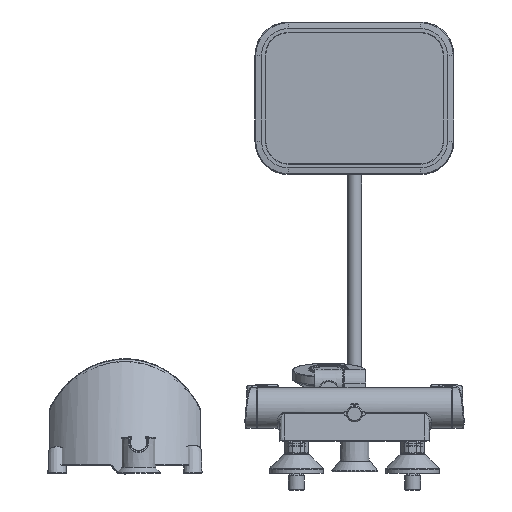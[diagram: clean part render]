
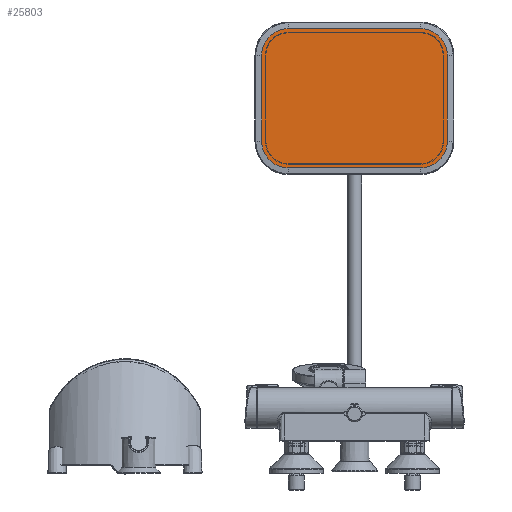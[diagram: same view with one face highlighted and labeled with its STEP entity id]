
A CAD part, front view. The second image highlights one B-rep face of the part: STEP entity #25803.
In plain terms, the highlighted planar face has unit normal (0, -1, 0).
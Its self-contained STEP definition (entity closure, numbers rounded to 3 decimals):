
#1812 = AXIS2_PLACEMENT_3D ( 'NONE', #31442, #10943, #34829 ) ;
#2113 = DIRECTION ( 'NONE',  ( 0., 1., 0. ) ) ;
#2397 = EDGE_CURVE ( 'NONE', #34988, #29362, #29672, .T. ) ;
#3247 = CARTESIAN_POINT ( 'NONE',  ( -85.551, 1116.827, 394.369 ) ) ;
#3991 = CARTESIAN_POINT ( 'NONE',  ( 85.449, 1116.827, 539.766 ) ) ;
#4186 = CIRCLE ( 'NONE', #39438, 34.398 ) ;
#4855 = ORIENTED_EDGE ( 'NONE', *, *, #34272, .T. ) ;
#5519 = ORIENTED_EDGE ( 'NONE', *, *, #2397, .T. ) ;
#5648 = AXIS2_PLACEMENT_3D ( 'NONE', #36263, #15873, #39625 ) ;
#6392 = ORIENTED_EDGE ( 'NONE', *, *, #24558, .T. ) ;
#6833 = EDGE_CURVE ( 'NONE', #23499, #24585, #34406, .T. ) ;
#6932 = FACE_OUTER_BOUND ( 'NONE', #25923, .T. ) ;
#7404 = DIRECTION ( 'NONE',  ( 0., 0., -1. ) ) ;
#8999 = VECTOR ( 'NONE', #30102, 1000. ) ;
#9078 = LINE ( 'NONE', #26543, #8999 ) ;
#9294 = DIRECTION ( 'NONE',  ( 0., -1., 0. ) ) ;
#9750 = ORIENTED_EDGE ( 'NONE', *, *, #33193, .T. ) ;
#10744 = CARTESIAN_POINT ( 'NONE',  ( 119.846, 1116.827, 539.766 ) ) ;
#10943 = DIRECTION ( 'NONE',  ( 0., -1., 0. ) ) ;
#13004 = CARTESIAN_POINT ( 'NONE',  ( -119.949, 1116.827, 428.766 ) ) ;
#14164 = CARTESIAN_POINT ( 'NONE',  ( 85.449, 1116.827, 394.369 ) ) ;
#15235 = CARTESIAN_POINT ( 'NONE',  ( 85.449, 1116.827, 394.369 ) ) ;
#15865 = ORIENTED_EDGE ( 'NONE', *, *, #19182, .T. ) ;
#15873 = DIRECTION ( 'NONE',  ( 0., -1., 0. ) ) ;
#16519 = CARTESIAN_POINT ( 'NONE',  ( 85.449, 1116.827, 574.164 ) ) ;
#17007 = ORIENTED_EDGE ( 'NONE', *, *, #40168, .T. ) ;
#17722 = ORIENTED_EDGE ( 'NONE', *, *, #27506, .T. ) ;
#18219 = VECTOR ( 'NONE', #38941, 1000. ) ;
#18348 = LINE ( 'NONE', #22198, #18219 ) ;
#18479 = CARTESIAN_POINT ( 'NONE',  ( 119.846, 1116.827, 428.766 ) ) ;
#18994 = VERTEX_POINT ( 'NONE', #40591 ) ;
#19182 = EDGE_CURVE ( 'NONE', #19286, #23088, #18348, .T. ) ;
#19286 = VERTEX_POINT ( 'NONE', #23526 ) ;
#22198 = CARTESIAN_POINT ( 'NONE',  ( -119.949, 1116.827, 539.766 ) ) ;
#22510 = CARTESIAN_POINT ( 'NONE',  ( 128.449, 1116.827, 388.79 ) ) ;
#22880 = VERTEX_POINT ( 'NONE', #3247 ) ;
#23088 = VERTEX_POINT ( 'NONE', #13004 ) ;
#23499 = VERTEX_POINT ( 'NONE', #38966 ) ;
#23526 = CARTESIAN_POINT ( 'NONE',  ( -119.949, 1116.827, 539.766 ) ) ;
#24083 = DIRECTION ( 'NONE',  ( 0., 0., 1. ) ) ;
#24558 = EDGE_CURVE ( 'NONE', #24585, #18994, #9078, .T. ) ;
#24585 = VERTEX_POINT ( 'NONE', #16519 ) ;
#24595 = LINE ( 'NONE', #15235, #24629 ) ;
#24629 = VECTOR ( 'NONE', #35940, 1000. ) ;
#25803 = ADVANCED_FACE ( 'NONE', ( #6932 ), #32079, .F. ) ;
#25923 = EDGE_LOOP ( 'NONE', ( #9750, #38213, #6392, #4855, #15865, #17722, #17007, #5519 ) ) ;
#25971 = DIRECTION ( 'NONE',  ( 0., 0., -1. ) ) ;
#26543 = CARTESIAN_POINT ( 'NONE',  ( 85.449, 1116.827, 574.164 ) ) ;
#27506 = EDGE_CURVE ( 'NONE', #23088, #22880, #4186, .T. ) ;
#27890 = DIRECTION ( 'NONE',  ( 0., -1., 0. ) ) ;
#29362 = VERTEX_POINT ( 'NONE', #18479 ) ;
#29672 = CIRCLE ( 'NONE', #1812, 34.398 ) ;
#29800 = CARTESIAN_POINT ( 'NONE',  ( -85.551, 1116.827, 428.766 ) ) ;
#30102 = DIRECTION ( 'NONE',  ( -1., 0., 0. ) ) ;
#31442 = CARTESIAN_POINT ( 'NONE',  ( 85.449, 1116.827, 428.766 ) ) ;
#32079 = PLANE ( 'NONE',  #39702 ) ;
#33193 = EDGE_CURVE ( 'NONE', #29362, #23499, #36863, .T. ) ;
#33220 = DIRECTION ( 'NONE',  ( 0., 0., -1. ) ) ;
#34272 = EDGE_CURVE ( 'NONE', #18994, #19286, #35445, .T. ) ;
#34406 = CIRCLE ( 'NONE', #42919, 34.398 ) ;
#34829 = DIRECTION ( 'NONE',  ( 0., 0., -1. ) ) ;
#34988 = VERTEX_POINT ( 'NONE', #14164 ) ;
#35445 = CIRCLE ( 'NONE', #5648, 34.398 ) ;
#35940 = DIRECTION ( 'NONE',  ( 1., 0., 0. ) ) ;
#36263 = CARTESIAN_POINT ( 'NONE',  ( -85.551, 1116.827, 539.766 ) ) ;
#36729 = VECTOR ( 'NONE', #24083, 1000. ) ;
#36863 = LINE ( 'NONE', #10744, #36729 ) ;
#38213 = ORIENTED_EDGE ( 'NONE', *, *, #6833, .T. ) ;
#38941 = DIRECTION ( 'NONE',  ( 0., 0., -1. ) ) ;
#38966 = CARTESIAN_POINT ( 'NONE',  ( 119.846, 1116.827, 539.766 ) ) ;
#39438 = AXIS2_PLACEMENT_3D ( 'NONE', #29800, #9294, #33220 ) ;
#39625 = DIRECTION ( 'NONE',  ( 0., 0., -1. ) ) ;
#39702 = AXIS2_PLACEMENT_3D ( 'NONE', #22510, #2113, #25971 ) ;
#40168 = EDGE_CURVE ( 'NONE', #22880, #34988, #24595, .T. ) ;
#40591 = CARTESIAN_POINT ( 'NONE',  ( -85.551, 1116.827, 574.164 ) ) ;
#42919 = AXIS2_PLACEMENT_3D ( 'NONE', #3991, #27890, #7404 ) ;
